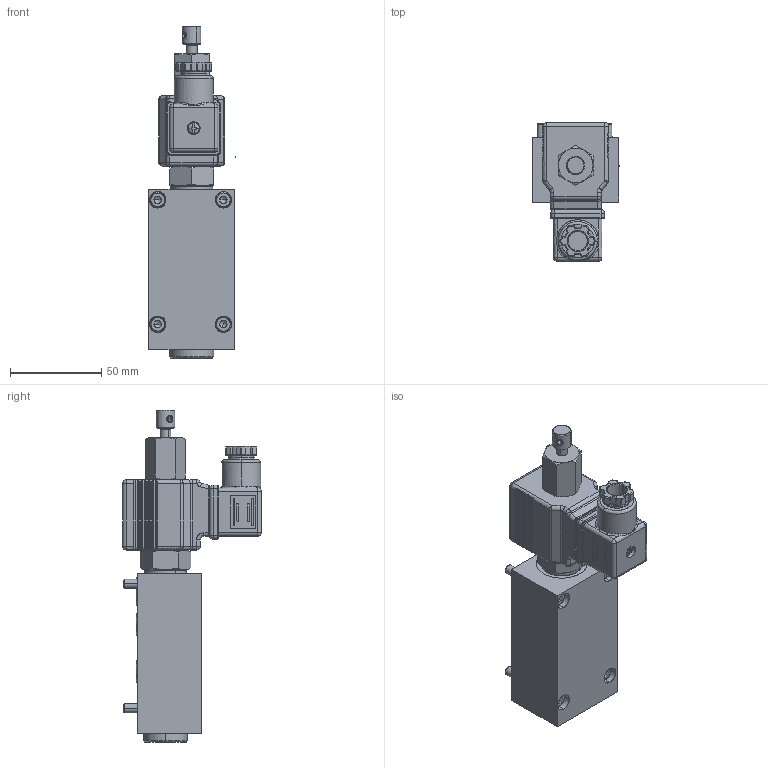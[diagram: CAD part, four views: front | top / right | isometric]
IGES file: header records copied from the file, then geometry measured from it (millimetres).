
Start section: SolidWorks IGES file using analytic representation for surfaces
Global section: file name: MHFO004106040.igs; native system: SolidWorks 2014; preprocessor: SolidWorks 2014; author: serviziopdm; date: 150226.100751; units: millimetre
Bounding box: 47.35 x 76.1 x 182.09 mm (x, y, z)
Surface area: 62281.7 mm2 (no closed solid volume)
Topology: 0 solids, 0 shells, 1478 faces, 15454 edges, 15298 vertices
Faces by surface type: revolution 742, bspline 736
